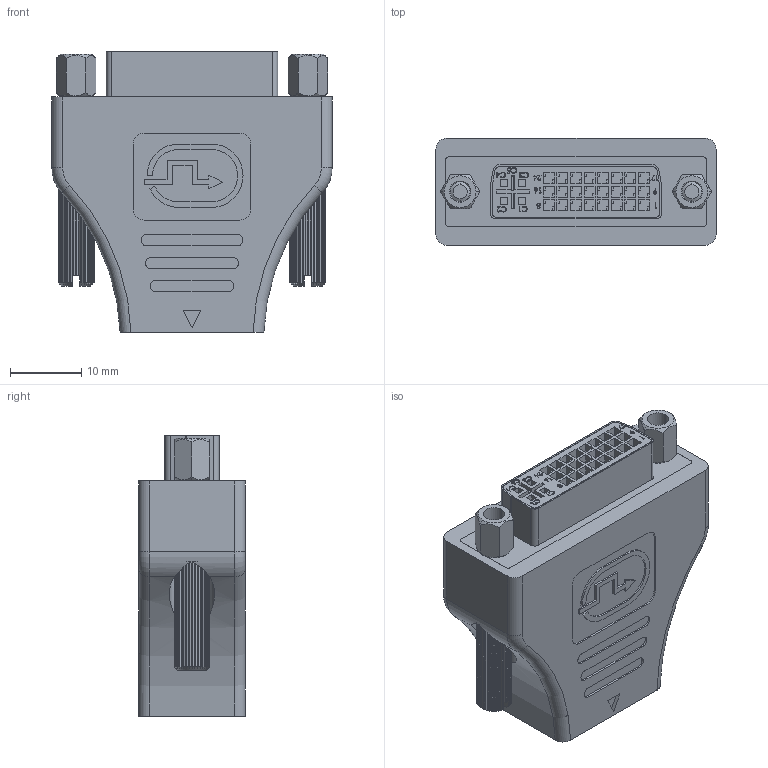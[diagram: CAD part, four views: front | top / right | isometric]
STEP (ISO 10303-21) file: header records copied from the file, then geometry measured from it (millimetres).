
FILE_DESCRIPTION (( 'STEP AP214' ), '1' );
FILE_NAME ('DVIHDFF.STEP', '2012-11-08T16:42:39', ( 'x' ), ( '' ), 'SwSTEP 2.0', 'SolidWorks 2012', '' );
FILE_SCHEMA (( 'AUTOMOTIVE_DESIGN' ));
Length unit declared in the file: inch
Products named in the file (7): 3AB19-020; 1AY01-338___; 1AH05-016(HDMI-F TYPE A(ACEPTACAL)___; 1AH01-002_NEW HEX; 1AJ06-075; MTN-690_HDMI and DVI (1AH01-002) same side with male HDMI cut-out; DVIHDFF
Assembly tree (7 placements, depth 3):
  DVIHDFF
    MTN-690_HDMI and DVI (1AH01-002) same side with male HDMI cut-out
    1AJ06-075  x2
    1AH01-002_NEW HEX
    3AB19-020
      1AH05-016(HDMI-F TYPE A(ACEPTACAL)___
      1AY01-338___
Bounding box: 39.32 x 14.99 x 39.37 mm (x, y, z)
Volume: 18324.2 mm3; surface area: 11846.2 mm2
Topology: 8 solids, 8 shells, 2576 faces, 6994 edges, 4480 vertices
Faces by surface type: plane 1863, cylinder 451, bspline 170, cone 72, torus 20
Entity records: 85494 total; most frequent: CARTESIAN_POINT 23681, ORIENTED_EDGE 13112, DIRECTION 11324, EDGE_CURVE 6556, LINE 5250, VECTOR 5250, VERTEX_POINT 4202, AXIS2_PLACEMENT_3D 3037
